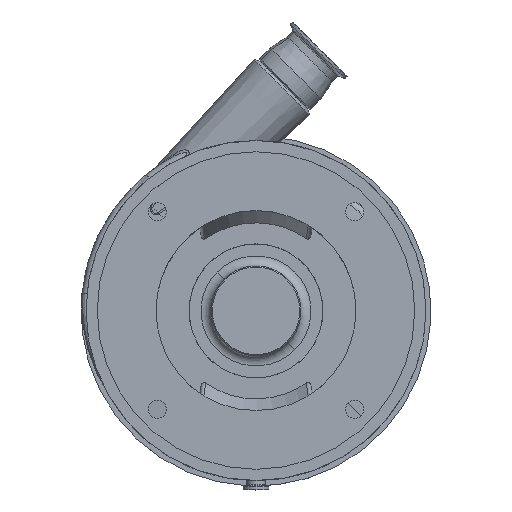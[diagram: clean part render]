
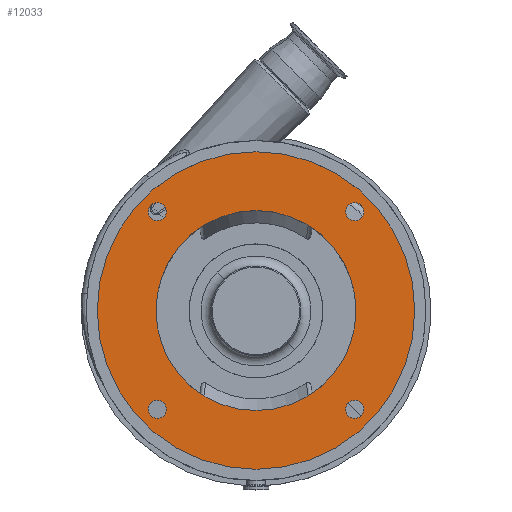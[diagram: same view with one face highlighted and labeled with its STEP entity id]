
A CAD part, top view. The second image highlights one B-rep face of the part: STEP entity #12033.
In plain terms, the highlighted planar face has unit normal (0, 0, 1).
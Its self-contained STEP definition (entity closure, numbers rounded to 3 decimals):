
#104 = DIRECTION ( 'NONE',  ( 0., 0., -1. ) ) ;
#197 = DIRECTION ( 'NONE',  ( 0., 0., -1. ) ) ;
#322 = EDGE_CURVE ( 'NONE', #3328, #8997, #9383, .T. ) ;
#389 = CIRCLE ( 'NONE', #2465, 158.8 ) ;
#720 = VERTEX_POINT ( 'NONE', #15525 ) ;
#747 = AXIS2_PLACEMENT_3D ( 'NONE', #9128, #12562, #4267 ) ;
#858 = EDGE_CURVE ( 'NONE', #13310, #7900, #5861, .T. ) ;
#1169 = CARTESIAN_POINT ( 'NONE',  ( 98.783, 98.783, 254.5 ) ) ;
#1195 = AXIS2_PLACEMENT_3D ( 'NONE', #11104, #104, #8865 ) ;
#1216 = AXIS2_PLACEMENT_3D ( 'NONE', #1169, #3531, #7216 ) ;
#1411 = CARTESIAN_POINT ( 'NONE',  ( 89.783, 98.783, 254.5 ) ) ;
#1542 = CIRCLE ( 'NONE', #6422, 9. ) ;
#1692 = ORIENTED_EDGE ( 'NONE', *, *, #858, .T. ) ;
#1792 = CARTESIAN_POINT ( 'NONE',  ( -98.783, 98.783, 254.5 ) ) ;
#1805 = EDGE_CURVE ( 'NONE', #8241, #720, #1542, .T. ) ;
#2293 = EDGE_LOOP ( 'NONE', ( #13422, #14705 ) ) ;
#2361 = AXIS2_PLACEMENT_3D ( 'NONE', #13242, #15662, #15890 ) ;
#2464 = EDGE_CURVE ( 'NONE', #5020, #11226, #12324, .T. ) ;
#2465 = AXIS2_PLACEMENT_3D ( 'NONE', #5487, #6520, #9226 ) ;
#2520 = FACE_BOUND ( 'NONE', #12894, .T. ) ;
#2527 = ORIENTED_EDGE ( 'NONE', *, *, #8901, .T. ) ;
#2766 = EDGE_CURVE ( 'NONE', #15130, #4154, #3664, .T. ) ;
#2841 = ORIENTED_EDGE ( 'NONE', *, *, #12100, .T. ) ;
#2844 = CARTESIAN_POINT ( 'NONE',  ( 98.783, -98.783, 254.5 ) ) ;
#2972 = DIRECTION ( 'NONE',  ( 1., 0., 0. ) ) ;
#3328 = VERTEX_POINT ( 'NONE', #15228 ) ;
#3510 = AXIS2_PLACEMENT_3D ( 'NONE', #6073, #5017, #8914 ) ;
#3531 = DIRECTION ( 'NONE',  ( 0., 0., -1. ) ) ;
#3537 = CARTESIAN_POINT ( 'NONE',  ( -158.8, 0., 254.5 ) ) ;
#3664 = CIRCLE ( 'NONE', #12578, 9. ) ;
#3891 = DIRECTION ( 'NONE',  ( 0., 0., -1. ) ) ;
#4154 = VERTEX_POINT ( 'NONE', #7551 ) ;
#4267 = DIRECTION ( 'NONE',  ( 1., 0., 0. ) ) ;
#4834 = CARTESIAN_POINT ( 'NONE',  ( -98.783, -98.783, 254.5 ) ) ;
#4865 = PLANE ( 'NONE',  #15632 ) ;
#4913 = ORIENTED_EDGE ( 'NONE', *, *, #1805, .T. ) ;
#4944 = DIRECTION ( 'NONE',  ( 0., 0., 1. ) ) ;
#5017 = DIRECTION ( 'NONE',  ( 0., 0., -1. ) ) ;
#5020 = VERTEX_POINT ( 'NONE', #10799 ) ;
#5467 = ORIENTED_EDGE ( 'NONE', *, *, #14019, .T. ) ;
#5487 = CARTESIAN_POINT ( 'NONE',  ( 0., 0., 254.5 ) ) ;
#5488 = EDGE_LOOP ( 'NONE', ( #4913, #5467 ) ) ;
#5552 = CARTESIAN_POINT ( 'NONE',  ( 0., 0., 254.5 ) ) ;
#5859 = CIRCLE ( 'NONE', #1216, 9. ) ;
#5861 = CIRCLE ( 'NONE', #7654, 9. ) ;
#6070 = FACE_BOUND ( 'NONE', #2293, .T. ) ;
#6073 = CARTESIAN_POINT ( 'NONE',  ( -98.783, 98.783, 254.5 ) ) ;
#6146 = FACE_BOUND ( 'NONE', #15553, .T. ) ;
#6422 = AXIS2_PLACEMENT_3D ( 'NONE', #1792, #7743, #11311 ) ;
#6520 = DIRECTION ( 'NONE',  ( 0., 0., 1. ) ) ;
#6565 = CIRCLE ( 'NONE', #3510, 9. ) ;
#6567 = VERTEX_POINT ( 'NONE', #14468 ) ;
#6729 = EDGE_CURVE ( 'NONE', #9876, #6567, #389, .T. ) ;
#6829 = AXIS2_PLACEMENT_3D ( 'NONE', #5552, #12901, #10177 ) ;
#7034 = ORIENTED_EDGE ( 'NONE', *, *, #2766, .T. ) ;
#7216 = DIRECTION ( 'NONE',  ( 1., 0., 0. ) ) ;
#7551 = CARTESIAN_POINT ( 'NONE',  ( -89.783, -98.783, 254.5 ) ) ;
#7654 = AXIS2_PLACEMENT_3D ( 'NONE', #2844, #15115, #12602 ) ;
#7743 = DIRECTION ( 'NONE',  ( 0., 0., -1. ) ) ;
#7900 = VERTEX_POINT ( 'NONE', #15696 ) ;
#8127 = AXIS2_PLACEMENT_3D ( 'NONE', #15243, #9050, #2972 ) ;
#8186 = AXIS2_PLACEMENT_3D ( 'NONE', #10985, #3891, #11230 ) ;
#8241 = VERTEX_POINT ( 'NONE', #13855 ) ;
#8478 = ORIENTED_EDGE ( 'NONE', *, *, #2464, .T. ) ;
#8658 = EDGE_LOOP ( 'NONE', ( #2527, #11099 ) ) ;
#8665 = CARTESIAN_POINT ( 'NONE',  ( 89.783, -98.783, 254.5 ) ) ;
#8767 = CARTESIAN_POINT ( 'NONE',  ( -107.783, -98.783, 254.5 ) ) ;
#8865 = DIRECTION ( 'NONE',  ( 1., 0., 0. ) ) ;
#8901 = EDGE_CURVE ( 'NONE', #6567, #9876, #11663, .T. ) ;
#8914 = DIRECTION ( 'NONE',  ( 1., 0., 0. ) ) ;
#8997 = VERTEX_POINT ( 'NONE', #1411 ) ;
#9050 = DIRECTION ( 'NONE',  ( 0., 0., -1. ) ) ;
#9128 = CARTESIAN_POINT ( 'NONE',  ( -98.783, -98.783, 254.5 ) ) ;
#9226 = DIRECTION ( 'NONE',  ( 1., 0., 0. ) ) ;
#9383 = CIRCLE ( 'NONE', #8127, 9. ) ;
#9620 = ORIENTED_EDGE ( 'NONE', *, *, #10762, .T. ) ;
#9876 = VERTEX_POINT ( 'NONE', #3537 ) ;
#10089 = FACE_BOUND ( 'NONE', #5488, .T. ) ;
#10177 = DIRECTION ( 'NONE',  ( 1., 0., 0. ) ) ;
#10762 = EDGE_CURVE ( 'NONE', #7900, #13310, #15103, .T. ) ;
#10799 = CARTESIAN_POINT ( 'NONE',  ( -100., 0., 254.5 ) ) ;
#10915 = FACE_BOUND ( 'NONE', #13486, .T. ) ;
#10985 = CARTESIAN_POINT ( 'NONE',  ( 98.783, -98.783, 254.5 ) ) ;
#11099 = ORIENTED_EDGE ( 'NONE', *, *, #6729, .T. ) ;
#11104 = CARTESIAN_POINT ( 'NONE',  ( 0., 0., 254.5 ) ) ;
#11226 = VERTEX_POINT ( 'NONE', #14979 ) ;
#11230 = DIRECTION ( 'NONE',  ( 1., 0., 0. ) ) ;
#11311 = DIRECTION ( 'NONE',  ( 1., 0., 0. ) ) ;
#11663 = CIRCLE ( 'NONE', #6829, 158.8 ) ;
#12033 = ADVANCED_FACE ( 'NONE', ( #10089, #2520, #13796, #10915, #6146, #6070 ), #4865, .T. ) ;
#12100 = EDGE_CURVE ( 'NONE', #4154, #15130, #14602, .T. ) ;
#12324 = CIRCLE ( 'NONE', #2361, 100. ) ;
#12562 = DIRECTION ( 'NONE',  ( 0., 0., -1. ) ) ;
#12578 = AXIS2_PLACEMENT_3D ( 'NONE', #4834, #197, #14578 ) ;
#12602 = DIRECTION ( 'NONE',  ( 1., 0., 0. ) ) ;
#12614 = ORIENTED_EDGE ( 'NONE', *, *, #15038, .T. ) ;
#12894 = EDGE_LOOP ( 'NONE', ( #9620, #1692 ) ) ;
#12901 = DIRECTION ( 'NONE',  ( 0., 0., 1. ) ) ;
#13242 = CARTESIAN_POINT ( 'NONE',  ( 0., 0., 254.5 ) ) ;
#13310 = VERTEX_POINT ( 'NONE', #8665 ) ;
#13422 = ORIENTED_EDGE ( 'NONE', *, *, #322, .T. ) ;
#13486 = EDGE_LOOP ( 'NONE', ( #8478, #12614 ) ) ;
#13796 = FACE_OUTER_BOUND ( 'NONE', #8658, .T. ) ;
#13855 = CARTESIAN_POINT ( 'NONE',  ( -89.783, 98.783, 254.5 ) ) ;
#14019 = EDGE_CURVE ( 'NONE', #720, #8241, #6565, .T. ) ;
#14468 = CARTESIAN_POINT ( 'NONE',  ( 158.8, 0., 254.5 ) ) ;
#14578 = DIRECTION ( 'NONE',  ( 1., 0., 0. ) ) ;
#14602 = CIRCLE ( 'NONE', #747, 9. ) ;
#14695 = DIRECTION ( 'NONE',  ( 1., 0., 0. ) ) ;
#14705 = ORIENTED_EDGE ( 'NONE', *, *, #15805, .T. ) ;
#14979 = CARTESIAN_POINT ( 'NONE',  ( 100., 0., 254.5 ) ) ;
#15038 = EDGE_CURVE ( 'NONE', #11226, #5020, #15814, .T. ) ;
#15088 = CARTESIAN_POINT ( 'NONE',  ( 0., 0., 254.5 ) ) ;
#15103 = CIRCLE ( 'NONE', #8186, 9. ) ;
#15115 = DIRECTION ( 'NONE',  ( 0., 0., -1. ) ) ;
#15130 = VERTEX_POINT ( 'NONE', #8767 ) ;
#15228 = CARTESIAN_POINT ( 'NONE',  ( 107.783, 98.783, 254.5 ) ) ;
#15243 = CARTESIAN_POINT ( 'NONE',  ( 98.783, 98.783, 254.5 ) ) ;
#15525 = CARTESIAN_POINT ( 'NONE',  ( -107.783, 98.783, 254.5 ) ) ;
#15553 = EDGE_LOOP ( 'NONE', ( #2841, #7034 ) ) ;
#15632 = AXIS2_PLACEMENT_3D ( 'NONE', #15088, #4944, #14695 ) ;
#15662 = DIRECTION ( 'NONE',  ( 0., 0., -1. ) ) ;
#15696 = CARTESIAN_POINT ( 'NONE',  ( 107.783, -98.783, 254.5 ) ) ;
#15805 = EDGE_CURVE ( 'NONE', #8997, #3328, #5859, .T. ) ;
#15814 = CIRCLE ( 'NONE', #1195, 100. ) ;
#15890 = DIRECTION ( 'NONE',  ( 1., 0., 0. ) ) ;
